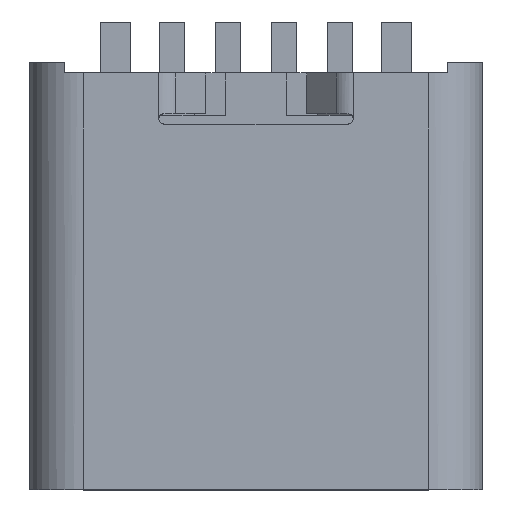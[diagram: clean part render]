
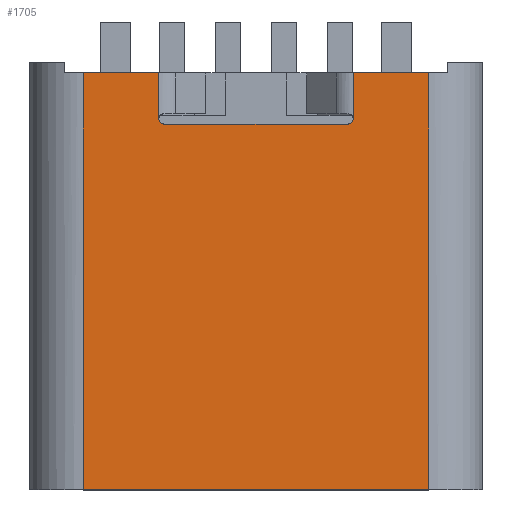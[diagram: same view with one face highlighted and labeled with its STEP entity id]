
A CAD part, top view. The second image highlights one B-rep face of the part: STEP entity #1705.
In plain terms, the highlighted planar face has unit normal (0, 0, 1).
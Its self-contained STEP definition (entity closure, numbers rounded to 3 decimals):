
#505 = CARTESIAN_POINT ( 'NONE',  ( 1.9, 7.35, 1.53 ) ) ;
#564 = DIRECTION ( 'NONE',  ( -1., 0., 0. ) ) ;
#582 = VECTOR ( 'NONE', #11190, 1000. ) ;
#647 = EDGE_CURVE ( 'NONE', #11660, #7005, #10074, .T. ) ;
#698 = LINE ( 'NONE', #505, #15425 ) ;
#745 = DIRECTION ( 'NONE',  ( 0., 1., 0. ) ) ;
#846 = ORIENTED_EDGE ( 'NONE', *, *, #11831, .F. ) ;
#910 = EDGE_CURVE ( 'NONE', #14592, #8260, #13705, .T. ) ;
#952 = DIRECTION ( 'NONE',  ( -1., 0., 0. ) ) ;
#1310 = CARTESIAN_POINT ( 'NONE',  ( -1.9, 7.25, 1.53 ) ) ;
#1705 = ADVANCED_FACE ( 'NONE', ( #10346 ), #16601, .F. ) ;
#1848 = EDGE_CURVE ( 'NONE', #14483, #11480, #14956, .T. ) ;
#2209 = DIRECTION ( 'NONE',  ( 0., 1., 0. ) ) ;
#2547 = CARTESIAN_POINT ( 'NONE',  ( -1.9, 7.35, 1.53 ) ) ;
#2556 = LINE ( 'NONE', #5556, #3625 ) ;
#2591 = AXIS2_PLACEMENT_3D ( 'NONE', #15564, #15260, #12188 ) ;
#3625 = VECTOR ( 'NONE', #952, 1000. ) ;
#4639 = CARTESIAN_POINT ( 'NONE',  ( 1.8, 7.25, 1.53 ) ) ;
#4793 = LINE ( 'NONE', #20266, #15251 ) ;
#4848 = CARTESIAN_POINT ( 'NONE',  ( 1.9, 8.15, 1.53 ) ) ;
#4974 = LINE ( 'NONE', #6499, #582 ) ;
#5089 = DIRECTION ( 'NONE',  ( 0., -1., 0. ) ) ;
#5185 = LINE ( 'NONE', #9744, #13788 ) ;
#5556 = CARTESIAN_POINT ( 'NONE',  ( 3.75, 8.15, 1.53 ) ) ;
#5771 = DIRECTION ( 'NONE',  ( 0., 0., -1. ) ) ;
#5883 = AXIS2_PLACEMENT_3D ( 'NONE', #4639, #5771, #7284 ) ;
#6331 = EDGE_CURVE ( 'NONE', #13296, #14483, #16149, .T. ) ;
#6499 = CARTESIAN_POINT ( 'NONE',  ( -3.375, 0., 1.53 ) ) ;
#6587 = DIRECTION ( 'NONE',  ( -1., 0., 0. ) ) ;
#7005 = VERTEX_POINT ( 'NONE', #18351 ) ;
#7284 = DIRECTION ( 'NONE',  ( -1., 0., 0. ) ) ;
#7568 = ORIENTED_EDGE ( 'NONE', *, *, #13950, .T. ) ;
#7586 = ORIENTED_EDGE ( 'NONE', *, *, #1848, .T. ) ;
#7834 = EDGE_CURVE ( 'NONE', #7005, #12739, #4974, .T. ) ;
#8260 = VERTEX_POINT ( 'NONE', #13179 ) ;
#8435 = CARTESIAN_POINT ( 'NONE',  ( -3.375, 8.35, 1.53 ) ) ;
#8547 = CARTESIAN_POINT ( 'NONE',  ( 3.375, 0., 1.53 ) ) ;
#8600 = DIRECTION ( 'NONE',  ( 0., 0., -1. ) ) ;
#8724 = VERTEX_POINT ( 'NONE', #4848 ) ;
#9221 = ORIENTED_EDGE ( 'NONE', *, *, #12931, .F. ) ;
#9598 = EDGE_CURVE ( 'NONE', #17323, #8724, #2556, .T. ) ;
#9718 = ORIENTED_EDGE ( 'NONE', *, *, #647, .T. ) ;
#9744 = CARTESIAN_POINT ( 'NONE',  ( 3.375, 8.35, 1.53 ) ) ;
#10074 = LINE ( 'NONE', #8435, #17301 ) ;
#10346 = FACE_OUTER_BOUND ( 'NONE', #16496, .T. ) ;
#11007 = DIRECTION ( 'NONE',  ( 1., 0., 0. ) ) ;
#11190 = DIRECTION ( 'NONE',  ( 1., 0., 0. ) ) ;
#11444 = ORIENTED_EDGE ( 'NONE', *, *, #6331, .T. ) ;
#11480 = VERTEX_POINT ( 'NONE', #11528 ) ;
#11528 = CARTESIAN_POINT ( 'NONE',  ( -1.9, 8.15, 1.53 ) ) ;
#11660 = VERTEX_POINT ( 'NONE', #16856 ) ;
#11666 = CARTESIAN_POINT ( 'NONE',  ( -1.8, 7.25, 1.53 ) ) ;
#11831 = EDGE_CURVE ( 'NONE', #14592, #8724, #698, .T. ) ;
#12188 = DIRECTION ( 'NONE',  ( -1., 0., 0. ) ) ;
#12207 = AXIS2_PLACEMENT_3D ( 'NONE', #11666, #8600, #564 ) ;
#12680 = VECTOR ( 'NONE', #745, 1000. ) ;
#12739 = VERTEX_POINT ( 'NONE', #8547 ) ;
#12931 = EDGE_CURVE ( 'NONE', #17323, #12739, #5185, .T. ) ;
#13179 = CARTESIAN_POINT ( 'NONE',  ( 1.8, 7.15, 1.53 ) ) ;
#13296 = VERTEX_POINT ( 'NONE', #15445 ) ;
#13447 = CARTESIAN_POINT ( 'NONE',  ( 1.9, 7.25, 1.53 ) ) ;
#13705 = CIRCLE ( 'NONE', #5883, 0.1 ) ;
#13761 = ORIENTED_EDGE ( 'NONE', *, *, #16503, .F. ) ;
#13788 = VECTOR ( 'NONE', #5089, 1000. ) ;
#13950 = EDGE_CURVE ( 'NONE', #11480, #11660, #15787, .T. ) ;
#14032 = ORIENTED_EDGE ( 'NONE', *, *, #9598, .T. ) ;
#14483 = VERTEX_POINT ( 'NONE', #1310 ) ;
#14521 = VECTOR ( 'NONE', #6587, 1000. ) ;
#14592 = VERTEX_POINT ( 'NONE', #13447 ) ;
#14956 = LINE ( 'NONE', #2547, #12680 ) ;
#15251 = VECTOR ( 'NONE', #11007, 1000. ) ;
#15260 = DIRECTION ( 'NONE',  ( 0., 0., -1. ) ) ;
#15425 = VECTOR ( 'NONE', #2209, 1000. ) ;
#15445 = CARTESIAN_POINT ( 'NONE',  ( -1.8, 7.15, 1.53 ) ) ;
#15564 = CARTESIAN_POINT ( 'NONE',  ( -3.375, 8.35, 1.53 ) ) ;
#15787 = LINE ( 'NONE', #18881, #14521 ) ;
#16149 = CIRCLE ( 'NONE', #12207, 0.1 ) ;
#16496 = EDGE_LOOP ( 'NONE', ( #846, #16532, #13761, #11444, #7586, #7568, #9718, #17103, #9221, #14032 ) ) ;
#16503 = EDGE_CURVE ( 'NONE', #13296, #8260, #4793, .T. ) ;
#16532 = ORIENTED_EDGE ( 'NONE', *, *, #910, .T. ) ;
#16534 = DIRECTION ( 'NONE',  ( 0., -1., 0. ) ) ;
#16601 = PLANE ( 'NONE',  #2591 ) ;
#16856 = CARTESIAN_POINT ( 'NONE',  ( -3.375, 8.15, 1.53 ) ) ;
#17103 = ORIENTED_EDGE ( 'NONE', *, *, #7834, .T. ) ;
#17301 = VECTOR ( 'NONE', #16534, 1000. ) ;
#17323 = VERTEX_POINT ( 'NONE', #19941 ) ;
#18351 = CARTESIAN_POINT ( 'NONE',  ( -3.375, 0., 1.53 ) ) ;
#18881 = CARTESIAN_POINT ( 'NONE',  ( 3.75, 8.15, 1.53 ) ) ;
#19941 = CARTESIAN_POINT ( 'NONE',  ( 3.375, 8.15, 1.53 ) ) ;
#20266 = CARTESIAN_POINT ( 'NONE',  ( -3.375, 7.15, 1.53 ) ) ;
